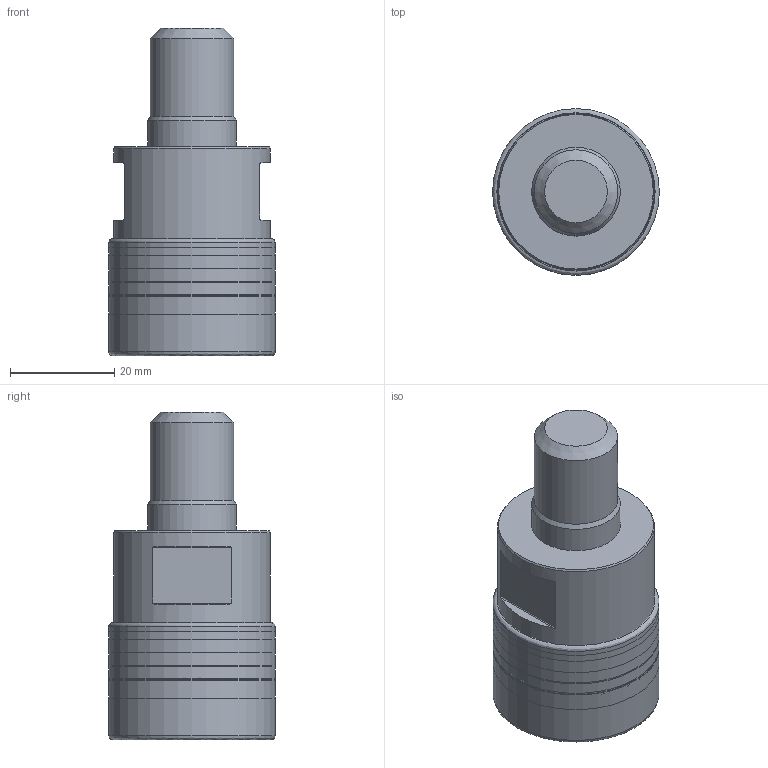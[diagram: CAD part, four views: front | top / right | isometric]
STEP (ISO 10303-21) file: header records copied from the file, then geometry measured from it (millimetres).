
FILE_DESCRIPTION(/* description */ (''),/* implementation_level */ '2;1');
FILE_NAME(/* name */ 'R217.42-1632.RE-021-LNXO.3A_Basic.stp',/* time_stamp */ '2024-02-06T09:32:09+05:00',/* author */ (''),/* organization */ (''),/* preprocessor_version */ 'ST-DEVELOPER v16.7',/* originating_system */ 'SIEMENS PLM Software NX 12.0',/* authorisation */ '');
FILE_SCHEMA (('AUTOMOTIVE_DESIGN { 1 0 10303 214 3 1 1 1 }'));
Length unit declared in the file: millimetre
Products named in the file (5): CUT2; CUT1; NOCUT; ASSEMBLY_CONSTRUCTION; R217.42-1632.RE-021-LNXO.3A_Basic
Assembly tree (4 placements, depth 2):
  R217.42-1632.RE-021-LNXO.3A_Basic
    ASSEMBLY_CONSTRUCTION
    NOCUT
    CUT1
    CUT2
Bounding box: 31.9 x 31.9 x 62.75 mm (x, y, z)
Volume: 45994 mm3; surface area: 12068.1 mm2
Topology: 3 solids, 3 shells, 71 faces, 154 edges, 101 vertices
Faces by surface type: revolution 42, cone 9, plane 9, cylinder 7, torus 3, bspline 1
Full cylindrical faces by diameter (mm): 16 x1, 16.994 x1, 30 x1
Entity records: 2579 total; most frequent: CARTESIAN_POINT 1024, DIRECTION 274, ORIENTED_EDGE 168, EDGE_LOOP 132, FACE_BOUND 120, AXIS2_PLACEMENT_3D 110, EDGE_CURVE 84, VERTEX_POINT 76
